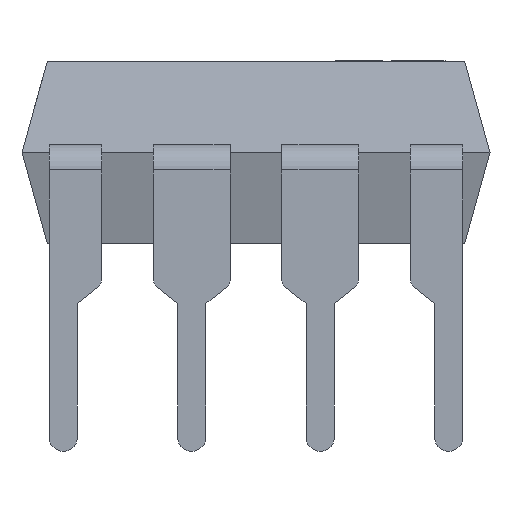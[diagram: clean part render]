
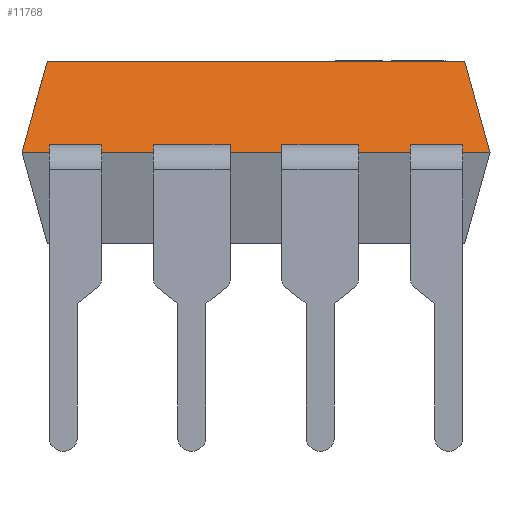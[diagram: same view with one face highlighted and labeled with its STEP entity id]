
A CAD part, front view. The second image highlights one B-rep face of the part: STEP entity #11768.
In plain terms, the highlighted planar face has unit normal (0, -0.964, 0.268).
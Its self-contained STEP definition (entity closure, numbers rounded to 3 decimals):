
#292 = ORIENTED_EDGE ( 'NONE', *, *, #5391, .F. ) ;
#532 = CARTESIAN_POINT ( 'NONE',  ( -4.625, -3.175, 0. ) ) ;
#789 = VECTOR ( 'NONE', #909, 1000. ) ;
#909 = DIRECTION ( 'NONE',  ( -0.259, 0.259, 0.931 ) ) ;
#1063 = VERTEX_POINT ( 'NONE', #4105 ) ;
#1313 = VERTEX_POINT ( 'NONE', #8257 ) ;
#1396 = DIRECTION ( 'NONE',  ( 1., 0., 0. ) ) ;
#2725 = DIRECTION ( 'NONE',  ( 0., 0.268, 0.964 ) ) ;
#2962 = LINE ( 'NONE', #5415, #4357 ) ;
#3325 = PLANE ( 'NONE',  #3732 ) ;
#3732 = AXIS2_PLACEMENT_3D ( 'NONE', #5640, #14354, #2725 ) ;
#4105 = CARTESIAN_POINT ( 'NONE',  ( -4.625, -3.175, 0. ) ) ;
#4357 = VECTOR ( 'NONE', #1396, 1000. ) ;
#4537 = EDGE_CURVE ( 'NONE', #1063, #1313, #2962, .T. ) ;
#5288 = CARTESIAN_POINT ( 'NONE',  ( 4.625, -3.175, 0. ) ) ;
#5391 = EDGE_CURVE ( 'NONE', #1063, #12200, #10939, .T. ) ;
#5415 = CARTESIAN_POINT ( 'NONE',  ( -4.625, -3.175, 0. ) ) ;
#5640 = CARTESIAN_POINT ( 'NONE',  ( 0., -2.948, 0.819 ) ) ;
#6068 = VECTOR ( 'NONE', #7718, 1000. ) ;
#6750 = EDGE_CURVE ( 'NONE', #12200, #12057, #10540, .T. ) ;
#7718 = DIRECTION ( 'NONE',  ( 1., 0., 0. ) ) ;
#8061 = ORIENTED_EDGE ( 'NONE', *, *, #6750, .F. ) ;
#8106 = CARTESIAN_POINT ( 'NONE',  ( -4.125, -2.675, 1.8 ) ) ;
#8257 = CARTESIAN_POINT ( 'NONE',  ( 4.625, -3.175, 0. ) ) ;
#10450 = EDGE_LOOP ( 'NONE', ( #16371, #8061, #292, #14859 ) ) ;
#10540 = LINE ( 'NONE', #16432, #6068 ) ;
#10939 = LINE ( 'NONE', #532, #15577 ) ;
#11768 = ADVANCED_FACE ( 'NONE', ( #15613 ), #3325, .F. ) ;
#12057 = VERTEX_POINT ( 'NONE', #14329 ) ;
#12200 = VERTEX_POINT ( 'NONE', #8106 ) ;
#12425 = DIRECTION ( 'NONE',  ( 0.259, 0.259, 0.931 ) ) ;
#14287 = LINE ( 'NONE', #5288, #789 ) ;
#14329 = CARTESIAN_POINT ( 'NONE',  ( 4.125, -2.675, 1.8 ) ) ;
#14354 = DIRECTION ( 'NONE',  ( 0., 0.964, -0.268 ) ) ;
#14859 = ORIENTED_EDGE ( 'NONE', *, *, #4537, .T. ) ;
#15577 = VECTOR ( 'NONE', #12425, 1000. ) ;
#15613 = FACE_OUTER_BOUND ( 'NONE', #10450, .T. ) ;
#15819 = EDGE_CURVE ( 'NONE', #1313, #12057, #14287, .T. ) ;
#16371 = ORIENTED_EDGE ( 'NONE', *, *, #15819, .T. ) ;
#16432 = CARTESIAN_POINT ( 'NONE',  ( -4.125, -2.675, 1.8 ) ) ;
